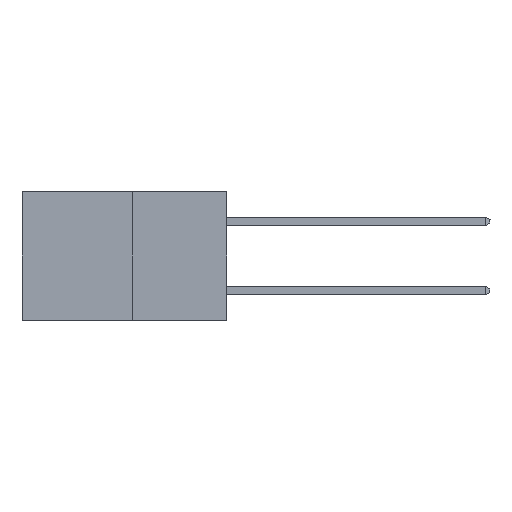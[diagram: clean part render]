
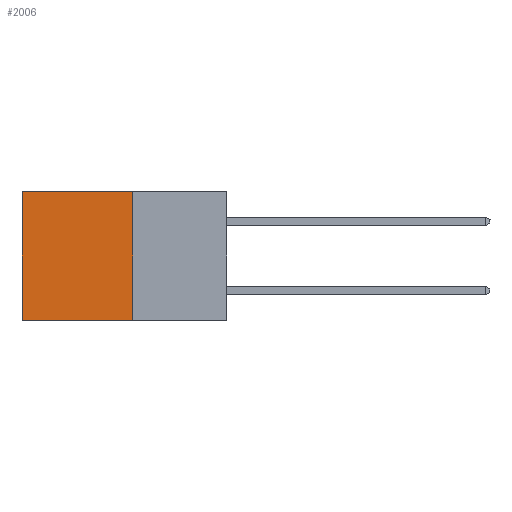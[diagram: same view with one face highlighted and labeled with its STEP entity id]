
A CAD part, left-side view. The second image highlights one B-rep face of the part: STEP entity #2006.
In plain terms, the highlighted planar face has unit normal (-1, 0, 0).
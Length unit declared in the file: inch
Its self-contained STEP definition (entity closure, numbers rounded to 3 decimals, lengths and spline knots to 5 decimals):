
#849 = EDGE_CURVE ( 'NONE', #5469, #16309, #12888, .T. ) ;
#2006 = ADVANCED_FACE ( 'NONE', ( #9048 ), #19105, .F. ) ;
#2450 = CARTESIAN_POINT ( 'NONE',  ( 0.277, 0.27, -0.37 ) ) ;
#2712 = LINE ( 'NONE', #6712, #17122 ) ;
#2981 = DIRECTION ( 'NONE',  ( 0., 0., -1. ) ) ;
#5469 = VERTEX_POINT ( 'NONE', #6224 ) ;
#6224 = CARTESIAN_POINT ( 'NONE',  ( 0.277, 0.27, 0. ) ) ;
#6712 = CARTESIAN_POINT ( 'NONE',  ( 0.277, 0.27, -0.37 ) ) ;
#7345 = ORIENTED_EDGE ( 'NONE', *, *, #16841, .F. ) ;
#7550 = EDGE_LOOP ( 'NONE', ( #8953, #7345, #16800, #17591 ) ) ;
#8388 = DIRECTION ( 'NONE',  ( 0., 0., -1. ) ) ;
#8953 = ORIENTED_EDGE ( 'NONE', *, *, #12958, .T. ) ;
#9048 = FACE_OUTER_BOUND ( 'NONE', #7550, .T. ) ;
#9240 = CARTESIAN_POINT ( 'NONE',  ( 0.277, 0.59, -0.37 ) ) ;
#10393 = CARTESIAN_POINT ( 'NONE',  ( 0.277, 0.59, -0.37 ) ) ;
#10414 = DIRECTION ( 'NONE',  ( 0., 0., -1. ) ) ;
#10453 = DIRECTION ( 'NONE',  ( 1., 0., 0. ) ) ;
#10870 = DIRECTION ( 'NONE',  ( 0., 1., 0. ) ) ;
#11647 = CARTESIAN_POINT ( 'NONE',  ( 0.277, 0.27, -0.37 ) ) ;
#11677 = LINE ( 'NONE', #18212, #18558 ) ;
#11752 = CARTESIAN_POINT ( 'NONE',  ( 0.277, 0.27, -0.37 ) ) ;
#11758 = VERTEX_POINT ( 'NONE', #9240 ) ;
#11926 = VECTOR ( 'NONE', #2981, 39.37008 ) ;
#12888 = LINE ( 'NONE', #11752, #16281 ) ;
#12892 = CARTESIAN_POINT ( 'NONE',  ( 0.277, 0.59, 0. ) ) ;
#12931 = LINE ( 'NONE', #10393, #11926 ) ;
#12958 = EDGE_CURVE ( 'NONE', #15489, #11758, #12931, .T. ) ;
#13284 = EDGE_CURVE ( 'NONE', #5469, #15489, #11677, .T. ) ;
#13963 = AXIS2_PLACEMENT_3D ( 'NONE', #11647, #10453, #10414 ) ;
#15489 = VERTEX_POINT ( 'NONE', #12892 ) ;
#15612 = DIRECTION ( 'NONE',  ( 0., 1., 0. ) ) ;
#16281 = VECTOR ( 'NONE', #8388, 39.37008 ) ;
#16309 = VERTEX_POINT ( 'NONE', #2450 ) ;
#16800 = ORIENTED_EDGE ( 'NONE', *, *, #849, .F. ) ;
#16841 = EDGE_CURVE ( 'NONE', #16309, #11758, #2712, .T. ) ;
#17122 = VECTOR ( 'NONE', #15612, 39.37008 ) ;
#17591 = ORIENTED_EDGE ( 'NONE', *, *, #13284, .T. ) ;
#18212 = CARTESIAN_POINT ( 'NONE',  ( 0.277, 0.27, 0. ) ) ;
#18558 = VECTOR ( 'NONE', #10870, 39.37008 ) ;
#19105 = PLANE ( 'NONE',  #13963 ) ;
